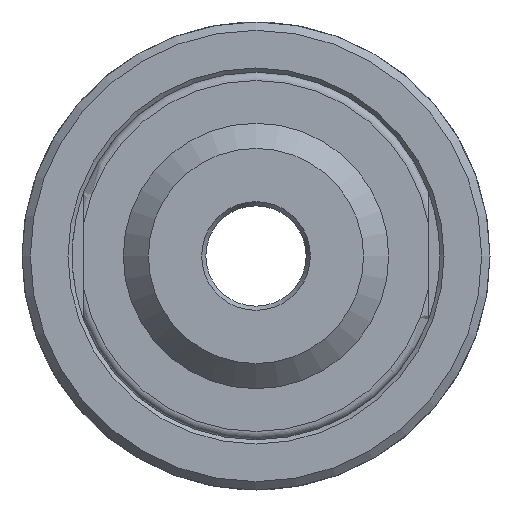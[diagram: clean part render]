
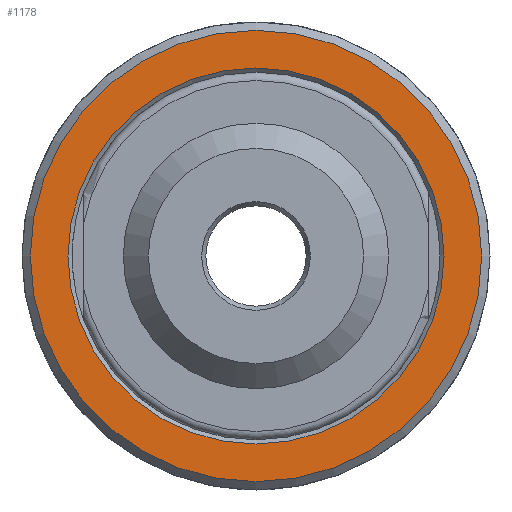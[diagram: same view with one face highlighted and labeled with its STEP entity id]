
A CAD part, left-side view. The second image highlights one B-rep face of the part: STEP entity #1178.
In plain terms, the highlighted planar face has unit normal (-1, 0, 0).
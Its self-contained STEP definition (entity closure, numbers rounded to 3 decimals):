
#44=FACE_BOUND('',#222,.T.);
#80=PLANE('',#1360);
#151=FACE_OUTER_BOUND('',#221,.T.);
#221=EDGE_LOOP('',(#1064,#1065));
#222=EDGE_LOOP('',(#1066,#1067));
#425=CIRCLE('',#1358,11.25);
#426=CIRCLE('',#1359,11.25);
#427=CIRCLE('',#1361,13.5);
#428=CIRCLE('',#1362,13.5);
#554=VERTEX_POINT('',#2189);
#555=VERTEX_POINT('',#2191);
#556=VERTEX_POINT('',#2195);
#557=VERTEX_POINT('',#2196);
#731=EDGE_CURVE('',#555,#554,#425,.T.);
#732=EDGE_CURVE('',#554,#555,#426,.T.);
#733=EDGE_CURVE('',#556,#557,#427,.T.);
#734=EDGE_CURVE('',#557,#556,#428,.T.);
#1064=ORIENTED_EDGE('',*,*,#733,.F.);
#1065=ORIENTED_EDGE('',*,*,#734,.F.);
#1066=ORIENTED_EDGE('',*,*,#731,.T.);
#1067=ORIENTED_EDGE('',*,*,#732,.T.);
#1178=ADVANCED_FACE('',(#151,#44),#80,.T.);
#1358=AXIS2_PLACEMENT_3D('',#2192,#1731,#1732);
#1359=AXIS2_PLACEMENT_3D('',#2193,#1733,#1734);
#1360=AXIS2_PLACEMENT_3D('',#2194,#1735,#1736);
#1361=AXIS2_PLACEMENT_3D('',#2197,#1737,#1738);
#1362=AXIS2_PLACEMENT_3D('',#2198,#1739,#1740);
#1731=DIRECTION('center_axis',(1.,0.,0.));
#1732=DIRECTION('ref_axis',(0.,0.,-1.));
#1733=DIRECTION('center_axis',(1.,0.,0.));
#1734=DIRECTION('ref_axis',(0.,0.,-1.));
#1735=DIRECTION('center_axis',(-1.,0.,0.));
#1736=DIRECTION('ref_axis',(0.,0.,1.));
#1737=DIRECTION('center_axis',(1.,0.,0.));
#1738=DIRECTION('ref_axis',(0.,0.,-1.));
#1739=DIRECTION('center_axis',(1.,0.,0.));
#1740=DIRECTION('ref_axis',(0.,0.,-1.));
#2189=CARTESIAN_POINT('',(17.6,-11.25,0.));
#2191=CARTESIAN_POINT('',(17.6,11.25,0.));
#2192=CARTESIAN_POINT('Origin',(17.6,0.,0.));
#2193=CARTESIAN_POINT('Origin',(17.6,0.,0.));
#2194=CARTESIAN_POINT('Origin',(17.6,13.5,0.));
#2195=CARTESIAN_POINT('',(17.6,13.5,0.));
#2196=CARTESIAN_POINT('',(17.6,-13.5,0.));
#2197=CARTESIAN_POINT('Origin',(17.6,0.,0.));
#2198=CARTESIAN_POINT('Origin',(17.6,0.,0.));
